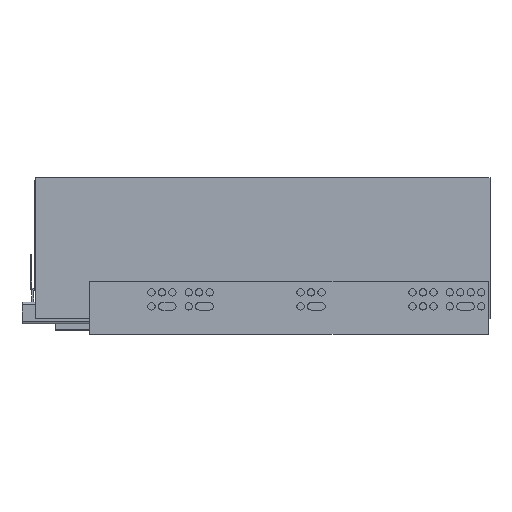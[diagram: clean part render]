
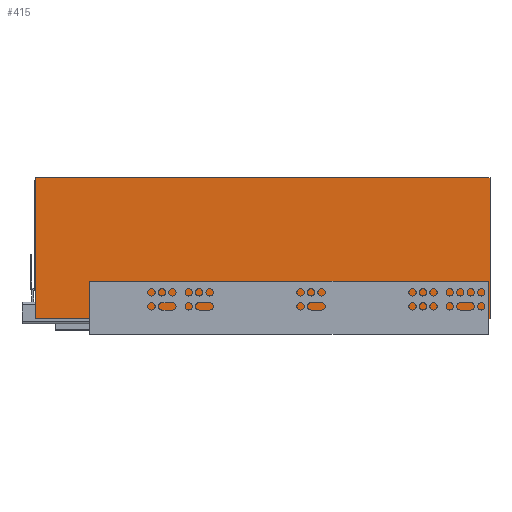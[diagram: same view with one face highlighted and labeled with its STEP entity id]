
A CAD part, top view. The second image highlights one B-rep face of the part: STEP entity #415.
In plain terms, the highlighted planar face has unit normal (0, 0, 1).
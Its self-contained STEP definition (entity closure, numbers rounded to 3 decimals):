
#56 = EDGE_CURVE ( 'NONE', #212, #6190, #4611, .T. ) ;
#212 = VERTEX_POINT ( 'NONE', #3279 ) ;
#245 = VECTOR ( 'NONE', #7519, 1000. ) ;
#415 = ADVANCED_FACE ( 'NONE', ( #4890 ), #1372, .T. ) ;
#531 = VECTOR ( 'NONE', #2176, 1000. ) ;
#574 = VERTEX_POINT ( 'NONE', #2196 ) ;
#864 = AXIS2_PLACEMENT_3D ( 'NONE', #6448, #4168, #2130 ) ;
#1083 = VECTOR ( 'NONE', #4222, 1000. ) ;
#1145 = ORIENTED_EDGE ( 'NONE', *, *, #1461, .F. ) ;
#1215 = VECTOR ( 'NONE', #8356, 1000. ) ;
#1320 = CARTESIAN_POINT ( 'NONE',  ( -390., 0., 30.4 ) ) ;
#1352 = EDGE_LOOP ( 'NONE', ( #8725, #1145, #7815, #6277 ) ) ;
#1372 = PLANE ( 'NONE',  #864 ) ;
#1461 = EDGE_CURVE ( 'NONE', #6190, #1909, #1503, .T. ) ;
#1503 = LINE ( 'NONE', #7257, #531 ) ;
#1547 = CARTESIAN_POINT ( 'NONE',  ( -390., 121., 30.4 ) ) ;
#1909 = VERTEX_POINT ( 'NONE', #9251 ) ;
#2130 = DIRECTION ( 'NONE',  ( -1., 0., 0. ) ) ;
#2176 = DIRECTION ( 'NONE',  ( 1., 0., 0. ) ) ;
#2196 = CARTESIAN_POINT ( 'NONE',  ( 0., 0., 30.4 ) ) ;
#2930 = EDGE_CURVE ( 'NONE', #212, #574, #7177, .T. ) ;
#3279 = CARTESIAN_POINT ( 'NONE',  ( -390., 0., 30.4 ) ) ;
#3984 = LINE ( 'NONE', #8979, #1215 ) ;
#4168 = DIRECTION ( 'NONE',  ( 0., 0., 1. ) ) ;
#4222 = DIRECTION ( 'NONE',  ( 1., 0., 0. ) ) ;
#4611 = LINE ( 'NONE', #7335, #245 ) ;
#4890 = FACE_OUTER_BOUND ( 'NONE', #1352, .T. ) ;
#6190 = VERTEX_POINT ( 'NONE', #1547 ) ;
#6277 = ORIENTED_EDGE ( 'NONE', *, *, #2930, .T. ) ;
#6448 = CARTESIAN_POINT ( 'NONE',  ( -390., 0., 30.4 ) ) ;
#7177 = LINE ( 'NONE', #1320, #1083 ) ;
#7257 = CARTESIAN_POINT ( 'NONE',  ( -390., 121., 30.4 ) ) ;
#7335 = CARTESIAN_POINT ( 'NONE',  ( -390., 0., 30.4 ) ) ;
#7519 = DIRECTION ( 'NONE',  ( 0., 1., 0. ) ) ;
#7569 = EDGE_CURVE ( 'NONE', #574, #1909, #3984, .T. ) ;
#7815 = ORIENTED_EDGE ( 'NONE', *, *, #56, .F. ) ;
#8356 = DIRECTION ( 'NONE',  ( 0., 1., 0. ) ) ;
#8725 = ORIENTED_EDGE ( 'NONE', *, *, #7569, .T. ) ;
#8979 = CARTESIAN_POINT ( 'NONE',  ( 0., 0., 30.4 ) ) ;
#9251 = CARTESIAN_POINT ( 'NONE',  ( 0., 121., 30.4 ) ) ;
